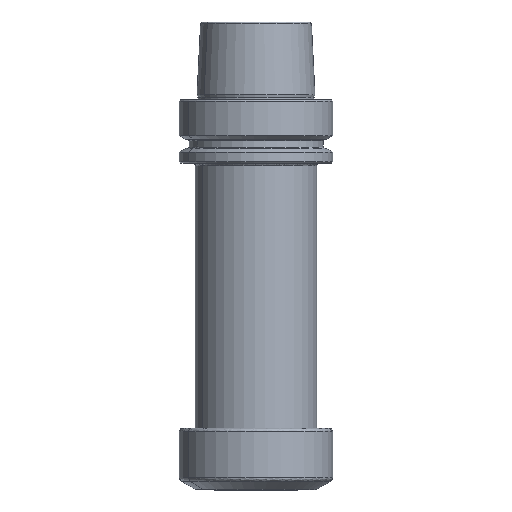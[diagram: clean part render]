
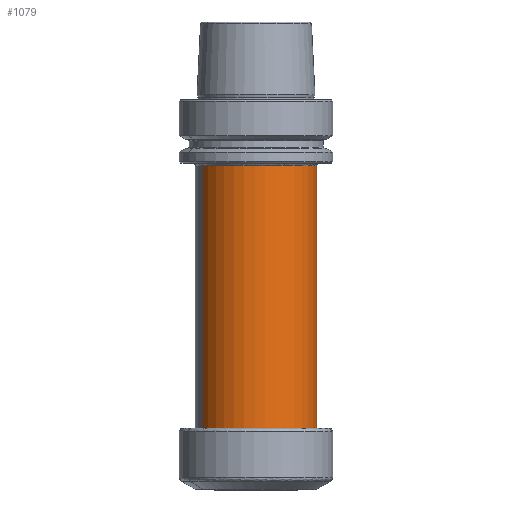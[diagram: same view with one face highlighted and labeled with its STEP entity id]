
A CAD part, left-side view. The second image highlights one B-rep face of the part: STEP entity #1079.
In plain terms, the highlighted face is a revolution surface.
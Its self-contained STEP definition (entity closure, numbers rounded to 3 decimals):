
#1017=AXIS2_PLACEMENT_3D('Circle Axis2P3D',#1015,#1016,$) ;
#1060=AXIS2_PLACEMENT_3D('Circle Axis2P3D',#1058,#1059,$) ;
#1012=CARTESIAN_POINT('Vertex',(-11.986,21.94,-27.)) ;
#1015=CARTESIAN_POINT('Axis2P3D Location',(0.,0.,-27.)) ;
#1019=CARTESIAN_POINT('Vertex',(11.986,-21.94,-27.)) ;
#1038=CARTESIAN_POINT('Control Point',(0.,25.,-135.566)) ;
#1039=CARTESIAN_POINT('Control Point',(0.,25.,-113.853)) ;
#1040=CARTESIAN_POINT('Control Point',(0.,25.,-92.14)) ;
#1041=CARTESIAN_POINT('Control Point',(0.,25.,-70.426)) ;
#1042=CARTESIAN_POINT('Control Point',(0.,25.,-48.713)) ;
#1043=CARTESIAN_POINT('Control Point',(0.,25.,-27.)) ;
#1044=CARTESIAN_POINT('Axis1P Location',(0.,0.,-63.965)) ;
#1049=CARTESIAN_POINT('Control Point',(-11.986,21.94,-135.566)) ;
#1050=CARTESIAN_POINT('Control Point',(-11.986,21.94,-113.853)) ;
#1051=CARTESIAN_POINT('Control Point',(-11.986,21.94,-92.14)) ;
#1052=CARTESIAN_POINT('Control Point',(-11.986,21.94,-70.426)) ;
#1053=CARTESIAN_POINT('Control Point',(-11.986,21.94,-48.713)) ;
#1054=CARTESIAN_POINT('Control Point',(-11.986,21.94,-27.)) ;
#1055=CARTESIAN_POINT('Vertex',(-11.986,21.94,-135.566)) ;
#1058=CARTESIAN_POINT('Axis2P3D Location',(0.,0.,-135.566)) ;
#1062=CARTESIAN_POINT('Vertex',(11.986,-21.94,-135.566)) ;
#1066=CARTESIAN_POINT('Control Point',(11.986,-21.94,-135.566)) ;
#1067=CARTESIAN_POINT('Control Point',(11.986,-21.94,-113.853)) ;
#1068=CARTESIAN_POINT('Control Point',(11.986,-21.94,-92.14)) ;
#1069=CARTESIAN_POINT('Control Point',(11.986,-21.94,-70.426)) ;
#1070=CARTESIAN_POINT('Control Point',(11.986,-21.94,-48.713)) ;
#1071=CARTESIAN_POINT('Control Point',(11.986,-21.94,-27.)) ;
#1016=DIRECTION('Axis2P3D Direction',(0.,0.,1.)) ;
#1045=DIRECTION('Axis1P Direction',(0.,0.,1.)) ;
#1059=DIRECTION('Axis2P3D Direction',(0.,0.,1.)) ;
#1046=AXIS1_PLACEMENT('Revolution Surface Axis1P',#1044,#1045) ;
#1074=ORIENTED_EDGE('',*,*,#1021,.F.) ;
#1075=ORIENTED_EDGE('',*,*,#1057,.T.) ;
#1076=ORIENTED_EDGE('',*,*,#1064,.T.) ;
#1077=ORIENTED_EDGE('',*,*,#1072,.F.) ;
#1079=ADVANCED_FACE('NOCUT',(#1078),#1047,.T.) ;
#1037=B_SPLINE_CURVE_WITH_KNOTS('',5,(#1038,#1039,#1040,#1041,#1042,#1043),.UNSPECIFIED.,.F.,.U.,(6,6),(209.694,318.26),.UNSPECIFIED.) ;
#1048=B_SPLINE_CURVE_WITH_KNOTS('',5,(#1049,#1050,#1051,#1052,#1053,#1054),.UNSPECIFIED.,.F.,.U.,(6,6),(209.694,318.26),.UNSPECIFIED.) ;
#1065=B_SPLINE_CURVE_WITH_KNOTS('',5,(#1066,#1067,#1068,#1069,#1070,#1071),.UNSPECIFIED.,.F.,.U.,(6,6),(209.694,318.26),.UNSPECIFIED.) ;
#1018=CIRCLE('generated circle',#1017,25.) ;
#1061=CIRCLE('generated circle',#1060,25.) ;
#1021=EDGE_CURVE('',#1013,#1020,#1018,.T.) ;
#1057=EDGE_CURVE('',#1013,#1056,#1048,.F.) ;
#1064=EDGE_CURVE('',#1056,#1063,#1061,.T.) ;
#1072=EDGE_CURVE('',#1020,#1063,#1065,.F.) ;
#1073=EDGE_LOOP('',(#1074,#1075,#1076,#1077)) ;
#1078=FACE_OUTER_BOUND('',#1073,.T.) ;
#1047=SURFACE_OF_REVOLUTION('Surface of Revolution',#1037,#1046) ;
#1013=VERTEX_POINT('',#1012) ;
#1020=VERTEX_POINT('',#1019) ;
#1056=VERTEX_POINT('',#1055) ;
#1063=VERTEX_POINT('',#1062) ;
